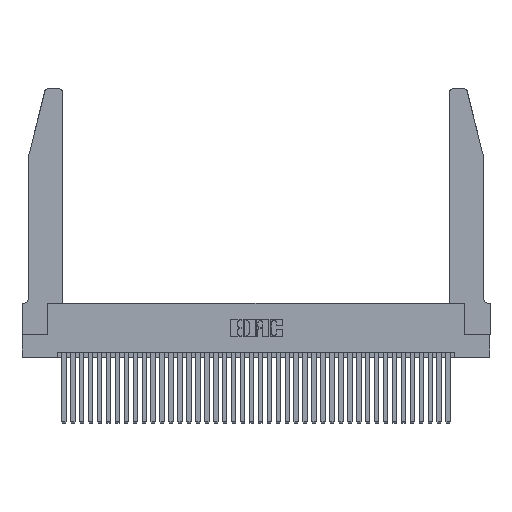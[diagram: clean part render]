
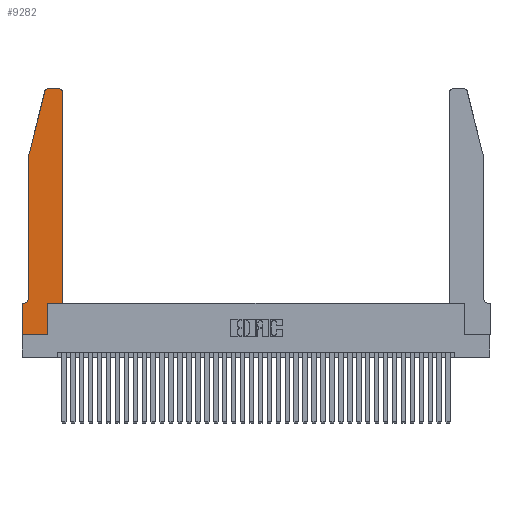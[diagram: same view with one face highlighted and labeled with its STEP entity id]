
A CAD part, top view. The second image highlights one B-rep face of the part: STEP entity #9282.
In plain terms, the highlighted planar face has unit normal (0, 0, 1).
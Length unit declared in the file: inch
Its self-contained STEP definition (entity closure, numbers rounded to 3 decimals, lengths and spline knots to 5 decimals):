
#842 = DIRECTION ( 'NONE',  ( -1., 0., 0. ) ) ;
#956 = LINE ( 'NONE', #36023, #17053 ) ;
#1188 = CARTESIAN_POINT ( 'NONE',  ( 0.2865, 0.35, 0.37 ) ) ;
#1709 = EDGE_LOOP ( 'NONE', ( #34483, #9312, #20105, #17352, #7592, #37884, #22583, #28205, #9124, #23204, #19057, #30291 ) ) ;
#1748 = CARTESIAN_POINT ( 'NONE',  ( 0.4505, 0.35, 0.37 ) ) ;
#1960 = EDGE_CURVE ( 'NONE', #35456, #38074, #28979, .T. ) ;
#3548 = VECTOR ( 'NONE', #23443, 39.37008 ) ;
#4118 = CARTESIAN_POINT ( 'NONE',  ( 0.4505, 0.35, 0.37 ) ) ;
#4126 = DIRECTION ( 'NONE',  ( 0., 1., 0. ) ) ;
#4176 = CARTESIAN_POINT ( 'NONE',  ( 0.0055, 0.42, 0.37 ) ) ;
#4192 = CARTESIAN_POINT ( 'NONE',  ( 0.4205, 2.75, 0.37 ) ) ;
#4855 = DIRECTION ( 'NONE',  ( 1., 0., 0. ) ) ;
#5109 = DIRECTION ( 'NONE',  ( 0., 0., 1. ) ) ;
#5355 = CARTESIAN_POINT ( 'NONE',  ( 0.2865, 0.35, 0.37 ) ) ;
#6348 = CARTESIAN_POINT ( 'NONE',  ( 0., 0., 0.37 ) ) ;
#6582 = PLANE ( 'NONE',  #20946 ) ;
#6714 = VERTEX_POINT ( 'NONE', #7820 ) ;
#7261 = VERTEX_POINT ( 'NONE', #1188 ) ;
#7263 = DIRECTION ( 'NONE',  ( -1., 0., 0. ) ) ;
#7592 = ORIENTED_EDGE ( 'NONE', *, *, #13956, .T. ) ;
#7697 = VERTEX_POINT ( 'NONE', #25225 ) ;
#7733 = DIRECTION ( 'NONE',  ( -1., 0., 0. ) ) ;
#7820 = CARTESIAN_POINT ( 'NONE',  ( 0.25487, 2.72718, 0.37 ) ) ;
#7929 = CARTESIAN_POINT ( 'NONE',  ( 0.0755, 2., 0.37 ) ) ;
#9016 = CARTESIAN_POINT ( 'NONE',  ( 0., 0.35, 0.37 ) ) ;
#9124 = ORIENTED_EDGE ( 'NONE', *, *, #24664, .T. ) ;
#9282 = ADVANCED_FACE ( 'NONE', ( #25868 ), #6582, .T. ) ;
#9312 = ORIENTED_EDGE ( 'NONE', *, *, #35675, .T. ) ;
#9765 = VECTOR ( 'NONE', #30244, 39.37008 ) ;
#11609 = EDGE_CURVE ( 'NONE', #25029, #16329, #36832, .T. ) ;
#13093 = AXIS2_PLACEMENT_3D ( 'NONE', #34838, #17008, #37801 ) ;
#13956 = EDGE_CURVE ( 'NONE', #31850, #16634, #18974, .T. ) ;
#15646 = CARTESIAN_POINT ( 'NONE',  ( 0., 0.35, 0.37 ) ) ;
#15788 = CARTESIAN_POINT ( 'NONE',  ( 0.284, 2.75, 0.37 ) ) ;
#16050 = VERTEX_POINT ( 'NONE', #7929 ) ;
#16322 = LINE ( 'NONE', #35462, #30280 ) ;
#16329 = VERTEX_POINT ( 'NONE', #36046 ) ;
#16625 = CARTESIAN_POINT ( 'NONE',  ( 0.0755, 0.35, 0.37 ) ) ;
#16634 = VERTEX_POINT ( 'NONE', #31740 ) ;
#16786 = LINE ( 'NONE', #16625, #22845 ) ;
#17008 = DIRECTION ( 'NONE',  ( 0., 0., 1. ) ) ;
#17053 = VECTOR ( 'NONE', #35771, 39.37008 ) ;
#17352 = ORIENTED_EDGE ( 'NONE', *, *, #33645, .T. ) ;
#18630 = LINE ( 'NONE', #6348, #9765 ) ;
#18647 = DIRECTION ( 'NONE',  ( 1., 0., 0. ) ) ;
#18974 = CIRCLE ( 'NONE', #27790, 0.07 ) ;
#19057 = ORIENTED_EDGE ( 'NONE', *, *, #11609, .T. ) ;
#19556 = LINE ( 'NONE', #5355, #3548 ) ;
#19945 = CARTESIAN_POINT ( 'NONE',  ( 0.0755, 2., 0.37 ) ) ;
#20105 = ORIENTED_EDGE ( 'NONE', *, *, #34164, .T. ) ;
#20946 = AXIS2_PLACEMENT_3D ( 'NONE', #15646, #36465, #18647 ) ;
#21010 = VECTOR ( 'NONE', #4126, 39.37008 ) ;
#21071 = VECTOR ( 'NONE', #842, 39.37008 ) ;
#22583 = ORIENTED_EDGE ( 'NONE', *, *, #33821, .T. ) ;
#22845 = VECTOR ( 'NONE', #7733, 39.37008 ) ;
#22943 = DIRECTION ( 'NONE',  ( -0.239, -0.971, 0. ) ) ;
#23073 = CARTESIAN_POINT ( 'NONE',  ( 0.284, 2.72, 0.37 ) ) ;
#23184 = CIRCLE ( 'NONE', #13093, 0.03 ) ;
#23204 = ORIENTED_EDGE ( 'NONE', *, *, #38322, .T. ) ;
#23443 = DIRECTION ( 'NONE',  ( 0., 1., 0. ) ) ;
#24664 = EDGE_CURVE ( 'NONE', #7697, #7261, #19556, .T. ) ;
#25029 = VERTEX_POINT ( 'NONE', #4118 ) ;
#25092 = CARTESIAN_POINT ( 'NONE',  ( 0.4505, 0.35, 0.37 ) ) ;
#25146 = DIRECTION ( 'NONE',  ( 0., 0., -1. ) ) ;
#25225 = CARTESIAN_POINT ( 'NONE',  ( 0.2865, 0., 0.37 ) ) ;
#25868 = FACE_OUTER_BOUND ( 'NONE', #1709, .T. ) ;
#25908 = EDGE_CURVE ( 'NONE', #16329, #35456, #23184, .T. ) ;
#26029 = DIRECTION ( 'NONE',  ( 1., 0., 0. ) ) ;
#26218 = VERTEX_POINT ( 'NONE', #30268 ) ;
#26626 = CIRCLE ( 'NONE', #34170, 0.03 ) ;
#27516 = EDGE_CURVE ( 'NONE', #26218, #7697, #956, .T. ) ;
#27790 = AXIS2_PLACEMENT_3D ( 'NONE', #4176, #25146, #7263 ) ;
#28205 = ORIENTED_EDGE ( 'NONE', *, *, #27516, .T. ) ;
#28373 = LINE ( 'NONE', #19945, #36288 ) ;
#28979 = LINE ( 'NONE', #36752, #21071 ) ;
#30244 = DIRECTION ( 'NONE',  ( 0., -1., 0. ) ) ;
#30268 = CARTESIAN_POINT ( 'NONE',  ( 0., 0., 0.37 ) ) ;
#30280 = VECTOR ( 'NONE', #32581, 39.37008 ) ;
#30291 = ORIENTED_EDGE ( 'NONE', *, *, #25908, .T. ) ;
#31105 = LINE ( 'NONE', #1748, #38046 ) ;
#31740 = CARTESIAN_POINT ( 'NONE',  ( 0.0055, 0.35, 0.37 ) ) ;
#31850 = VERTEX_POINT ( 'NONE', #33092 ) ;
#32581 = DIRECTION ( 'NONE',  ( 0., -1., 0. ) ) ;
#33092 = CARTESIAN_POINT ( 'NONE',  ( 0.0755, 0.42, 0.37 ) ) ;
#33645 = EDGE_CURVE ( 'NONE', #16050, #31850, #16322, .T. ) ;
#33821 = EDGE_CURVE ( 'NONE', #37035, #26218, #18630, .T. ) ;
#34164 = EDGE_CURVE ( 'NONE', #6714, #16050, #28373, .T. ) ;
#34170 = AXIS2_PLACEMENT_3D ( 'NONE', #23073, #5109, #26029 ) ;
#34483 = ORIENTED_EDGE ( 'NONE', *, *, #1960, .T. ) ;
#34838 = CARTESIAN_POINT ( 'NONE',  ( 0.4205, 2.72, 0.37 ) ) ;
#35456 = VERTEX_POINT ( 'NONE', #4192 ) ;
#35462 = CARTESIAN_POINT ( 'NONE',  ( 0.0755, 2., 0.37 ) ) ;
#35675 = EDGE_CURVE ( 'NONE', #38074, #6714, #26626, .T. ) ;
#35771 = DIRECTION ( 'NONE',  ( 1., 0., 0. ) ) ;
#36023 = CARTESIAN_POINT ( 'NONE',  ( 0., 0., 0.37 ) ) ;
#36046 = CARTESIAN_POINT ( 'NONE',  ( 0.4505, 2.72, 0.37 ) ) ;
#36288 = VECTOR ( 'NONE', #22943, 39.37008 ) ;
#36465 = DIRECTION ( 'NONE',  ( 0., 0., 1. ) ) ;
#36741 = EDGE_CURVE ( 'NONE', #16634, #37035, #16786, .T. ) ;
#36752 = CARTESIAN_POINT ( 'NONE',  ( 0.2605, 2.75, 0.37 ) ) ;
#36832 = LINE ( 'NONE', #25092, #21010 ) ;
#37035 = VERTEX_POINT ( 'NONE', #9016 ) ;
#37801 = DIRECTION ( 'NONE',  ( 1., 0., 0. ) ) ;
#37884 = ORIENTED_EDGE ( 'NONE', *, *, #36741, .T. ) ;
#38046 = VECTOR ( 'NONE', #4855, 39.37008 ) ;
#38074 = VERTEX_POINT ( 'NONE', #15788 ) ;
#38322 = EDGE_CURVE ( 'NONE', #7261, #25029, #31105, .T. ) ;
